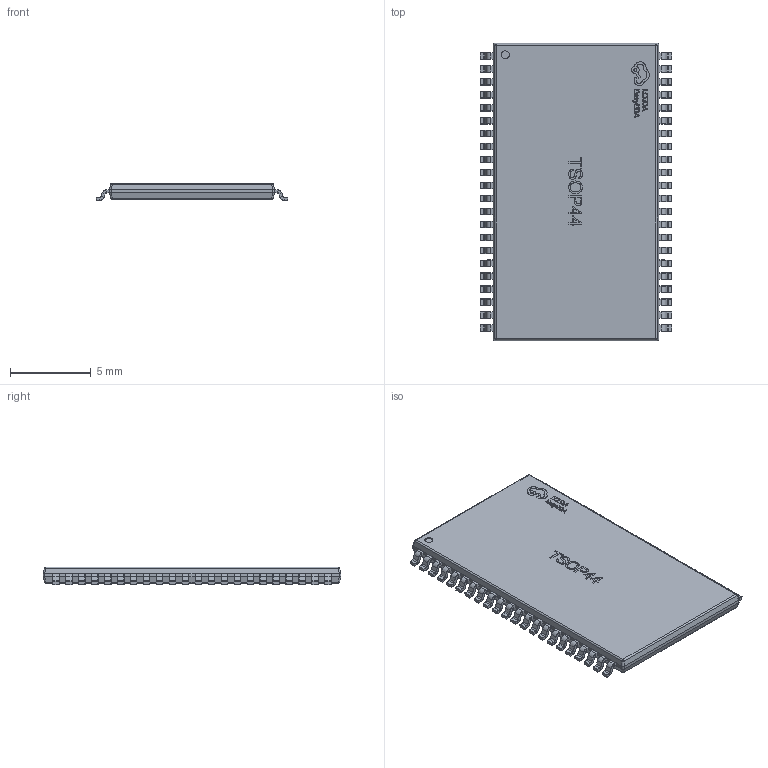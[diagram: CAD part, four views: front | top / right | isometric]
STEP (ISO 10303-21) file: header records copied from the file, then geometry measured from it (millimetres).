
FILE_DESCRIPTION (( 'STEP AP214' ), '1' );
FILE_NAME ('TSOP-44_L18.4-W10.2-H1.0-LS11.8-P0.80.step', '2022-07-26T10:40:12', ( '' ), ( '' ), 'SwSTEP 2.0', 'SolidWorks 2020', '' );
FILE_SCHEMA (( 'AUTOMOTIVE_DESIGN' ));
Length unit declared in the file: millimetre
Products named in the file (1): TSOP-44_L18.4-W10.2-H1.0-LS11.8-P0.80
Bounding box: 11.81 x 18.4 x 1.1 mm (x, y, z)
Volume: 189 mm3; surface area: 484.3 mm2
Topology: 58 solids, 58 shells, 2673 faces, 5789 edges, 3162 vertices
Faces by surface type: plane 1045, cylinder 902, torus 352, sphere 228, bspline 146
Entity records: 102213 total; most frequent: CARTESIAN_POINT 15379, DIRECTION 12577, ORIENTED_EDGE 11226, EDGE_CURVE 5613, AXIS2_PLACEMENT_3D 4756, VERTEX_POINT 3074, VECTOR 3065, LINE 3065
